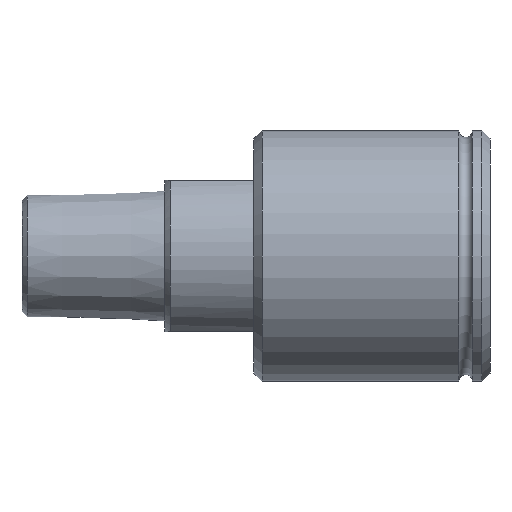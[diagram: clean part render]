
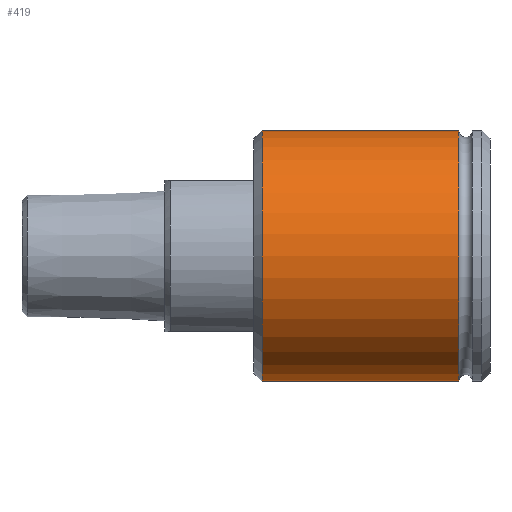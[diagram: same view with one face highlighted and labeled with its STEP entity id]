
A CAD part, front view. The second image highlights one B-rep face of the part: STEP entity #419.
In plain terms, the highlighted cylindrical face has radius 11.811 mm (diameter 23.622 mm), a full revolution.
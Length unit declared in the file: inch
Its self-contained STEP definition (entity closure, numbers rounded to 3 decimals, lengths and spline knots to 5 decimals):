
#59=FACE_BOUND($,#126,.T.);
#94=FACE_OUTER_BOUND($,#125,.T.);
#125=EDGE_LOOP($,(#314));
#126=EDGE_LOOP($,(#315));
#191=CIRCLE($,#461,0.465);
#192=CIRCLE($,#462,0.465);
#226=VERTEX_POINT($,#685);
#227=VERTEX_POINT($,#687);
#267=EDGE_CURVE($,#226,#226,#191,.T.);
#268=EDGE_CURVE($,#227,#227,#192,.T.);
#314=ORIENTED_EDGE($,*,*,#267,.F.);
#315=ORIENTED_EDGE($,*,*,#268,.T.);
#408=CYLINDRICAL_SURFACE($,#460,0.465);
#419=ADVANCED_FACE($,(#94,#59),#408,.T.);
#460=AXIS2_PLACEMENT_3D($,#684,#533,#534);
#461=AXIS2_PLACEMENT_3D($,#686,#535,#536);
#462=AXIS2_PLACEMENT_3D($,#688,#537,#538);
#533=DIRECTION('center_axis',(1.,0.,0.));
#534=DIRECTION('ref_axis',(0.,1.,0.));
#535=DIRECTION('center_axis',(1.,0.,0.));
#536=DIRECTION('ref_axis',(0.,1.,0.));
#537=DIRECTION('center_axis',(1.,0.,0.));
#538=DIRECTION('ref_axis',(0.,1.,0.));
#684=CARTESIAN_POINT('Origin',(1.255,0.,0.));
#685=CARTESIAN_POINT('',(1.62,0.465,0.));
#686=CARTESIAN_POINT('Origin',(1.62,0.,0.));
#687=CARTESIAN_POINT('',(0.89,0.465,0.));
#688=CARTESIAN_POINT('Origin',(0.89,0.,0.));
